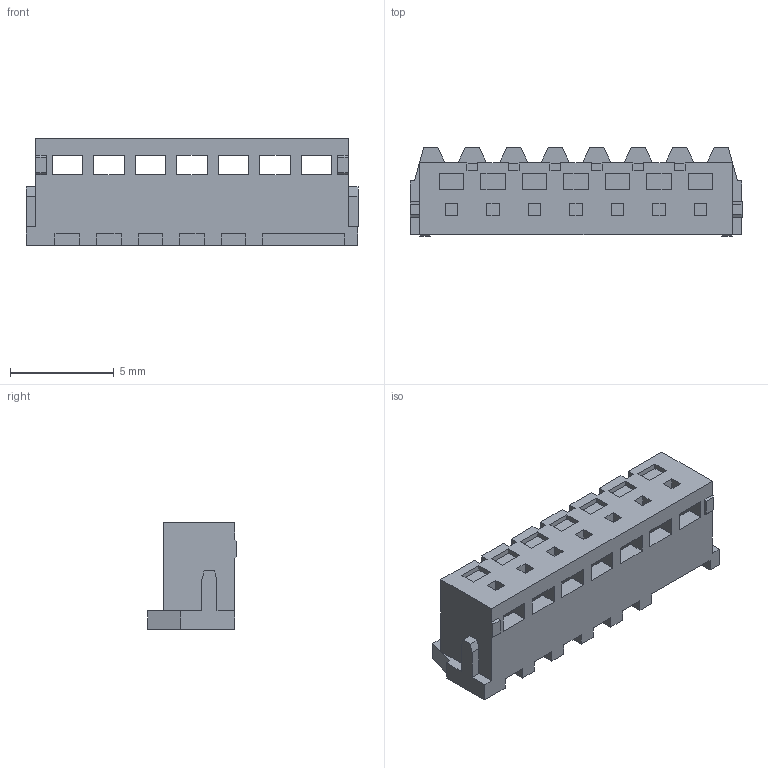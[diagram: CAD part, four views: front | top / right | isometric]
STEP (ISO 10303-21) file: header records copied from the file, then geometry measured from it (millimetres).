
FILE_DESCRIPTION (( 'STEP AP214' ), '1' );
FILE_NAME ('22988r1.STEP', '2011-07-07T12:48:08', ( 'Vicor User' ), ( 'Microsoft' ), 'SwSTEP 2.0', 'SolidWorks 2010', '' );
FILE_SCHEMA (( 'AUTOMOTIVE_DESIGN' ));
Length unit declared in the file: millimetre
Products named in the file (1): 22988r1
Bounding box: 16 x 4.29 x 5.15 mm (x, y, z)
Volume: 163.5 mm3; surface area: 581.4 mm2
Topology: 1 solids, 1 shells, 405 faces, 1192 edges, 790 vertices
Faces by surface type: plane 405
Entity records: 13264 total; most frequent: CARTESIAN_POINT 2388, ORIENTED_EDGE 2384, DIRECTION 2004, LINE 1192, VECTOR 1192, EDGE_CURVE 1192, VERTEX_POINT 790, EDGE_LOOP 434
